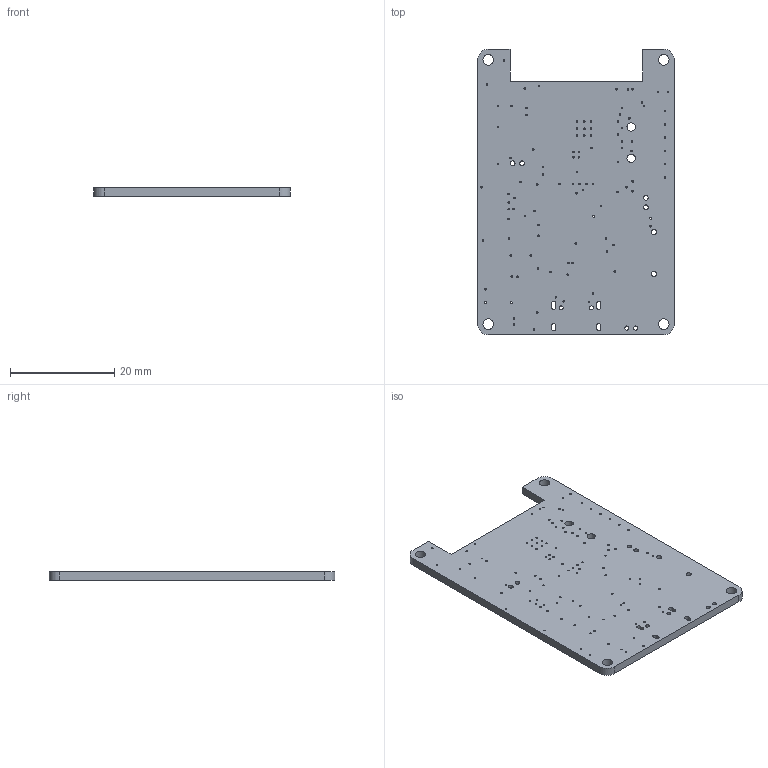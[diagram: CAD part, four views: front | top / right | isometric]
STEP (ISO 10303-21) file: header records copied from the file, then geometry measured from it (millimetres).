
FILE_DESCRIPTION(('Designed by EasyEDA Pro'),'2;1');
FILE_NAME('Open CASCADE Shape Model','2022-10-16T15:06:10',('Author'),( 'Open CASCADE'),'Open CASCADE STEP processor 7.6','Open CASCADE 7.6' ,'Unknown');
FILE_SCHEMA(('AUTOMOTIVE_DESIGN { 1 0 10303 214 1 1 1 1 }'));
Length unit declared in the file: millimetre
Products named in the file (2): PCBModel; COMPOUND
Assembly tree (1 placements, depth 2):
  PCBModel
    COMPOUND
Bounding box: 37.69 x 54.71 x 1.6 mm (x, y, z)
Volume: 2987.6 mm3; surface area: 4335.4 mm2
Topology: 1 solids, 1 shells, 159 faces, 471 edges, 314 vertices
Faces by surface type: cylinder 138, plane 21
Full cylindrical faces by diameter (mm): 0.305 x108, 0.75 x2, 0.798 x2, 0.899 x4, 1.001 x2, 1.6 x2, 2.032 x4
Entity records: 7132 total; most frequent: DIRECTION 1069, CARTESIAN_POINT 946, ORIENTED_EDGE 942, EDGE_CURVE 471, AXIS2_PLACEMENT_3D 437, FACE_BOUND 415, EDGE_LOOP 415, VERTEX_POINT 314
